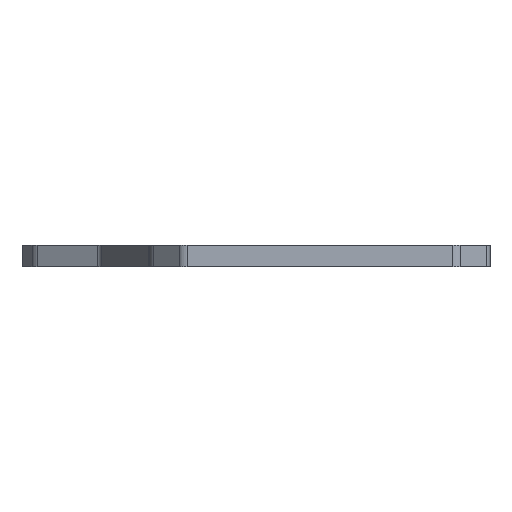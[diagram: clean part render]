
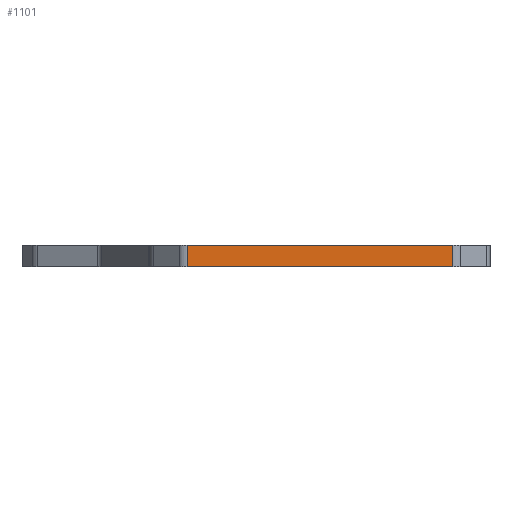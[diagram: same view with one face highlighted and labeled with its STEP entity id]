
A CAD part, front view. The second image highlights one B-rep face of the part: STEP entity #1101.
In plain terms, the highlighted planar face has unit normal (0, -1, 0).
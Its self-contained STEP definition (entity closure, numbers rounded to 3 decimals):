
#83 = VERTEX_POINT ( 'NONE', #384 ) ;
#129 = DIRECTION ( 'NONE',  ( 1., 0., 0. ) ) ;
#329 = DIRECTION ( 'NONE',  ( 0., 0., -1. ) ) ;
#384 = CARTESIAN_POINT ( 'NONE',  ( 3.414, 0., 2. ) ) ;
#427 = EDGE_CURVE ( 'NONE', #83, #1192, #1047, .T. ) ;
#459 = VECTOR ( 'NONE', #790, 1000. ) ;
#534 = VERTEX_POINT ( 'NONE', #1137 ) ;
#569 = EDGE_CURVE ( 'NONE', #1624, #534, #1449, .T. ) ;
#638 = EDGE_LOOP ( 'NONE', ( #900, #1642, #914, #940 ) ) ;
#652 = VECTOR ( 'NONE', #329, 1000. ) ;
#662 = DIRECTION ( 'NONE',  ( -1., 0., 0. ) ) ;
#666 = DIRECTION ( 'NONE',  ( 0., 1., 0. ) ) ;
#790 = DIRECTION ( 'NONE',  ( 1., 0., 0. ) ) ;
#828 = PLANE ( 'NONE',  #1443 ) ;
#900 = ORIENTED_EDGE ( 'NONE', *, *, #966, .F. ) ;
#914 = ORIENTED_EDGE ( 'NONE', *, *, #1374, .T. ) ;
#940 = ORIENTED_EDGE ( 'NONE', *, *, #569, .T. ) ;
#947 = CARTESIAN_POINT ( 'NONE',  ( 27.586, 0., 0. ) ) ;
#949 = VECTOR ( 'NONE', #129, 1000. ) ;
#966 = EDGE_CURVE ( 'NONE', #83, #534, #1637, .T. ) ;
#1047 = LINE ( 'NONE', #1657, #652 ) ;
#1066 = VECTOR ( 'NONE', #1726, 1000. ) ;
#1101 = ADVANCED_FACE ( 'NONE', ( #1154 ), #828, .F. ) ;
#1137 = CARTESIAN_POINT ( 'NONE',  ( 27.586, 0., 2. ) ) ;
#1154 = FACE_OUTER_BOUND ( 'NONE', #638, .T. ) ;
#1192 = VERTEX_POINT ( 'NONE', #1584 ) ;
#1335 = LINE ( 'NONE', #1756, #949 ) ;
#1372 = CARTESIAN_POINT ( 'NONE',  ( 31., 0., 2. ) ) ;
#1374 = EDGE_CURVE ( 'NONE', #1192, #1624, #1335, .T. ) ;
#1443 = AXIS2_PLACEMENT_3D ( 'NONE', #1833, #666, #662 ) ;
#1449 = LINE ( 'NONE', #1582, #1066 ) ;
#1582 = CARTESIAN_POINT ( 'NONE',  ( 27.586, 0., 2. ) ) ;
#1584 = CARTESIAN_POINT ( 'NONE',  ( 3.414, 0., 0. ) ) ;
#1624 = VERTEX_POINT ( 'NONE', #947 ) ;
#1637 = LINE ( 'NONE', #1372, #459 ) ;
#1642 = ORIENTED_EDGE ( 'NONE', *, *, #427, .T. ) ;
#1657 = CARTESIAN_POINT ( 'NONE',  ( 3.414, 0., 0. ) ) ;
#1726 = DIRECTION ( 'NONE',  ( 0., 0., 1. ) ) ;
#1756 = CARTESIAN_POINT ( 'NONE',  ( 31., 0., 0. ) ) ;
#1833 = CARTESIAN_POINT ( 'NONE',  ( 31., 0., 2. ) ) ;
